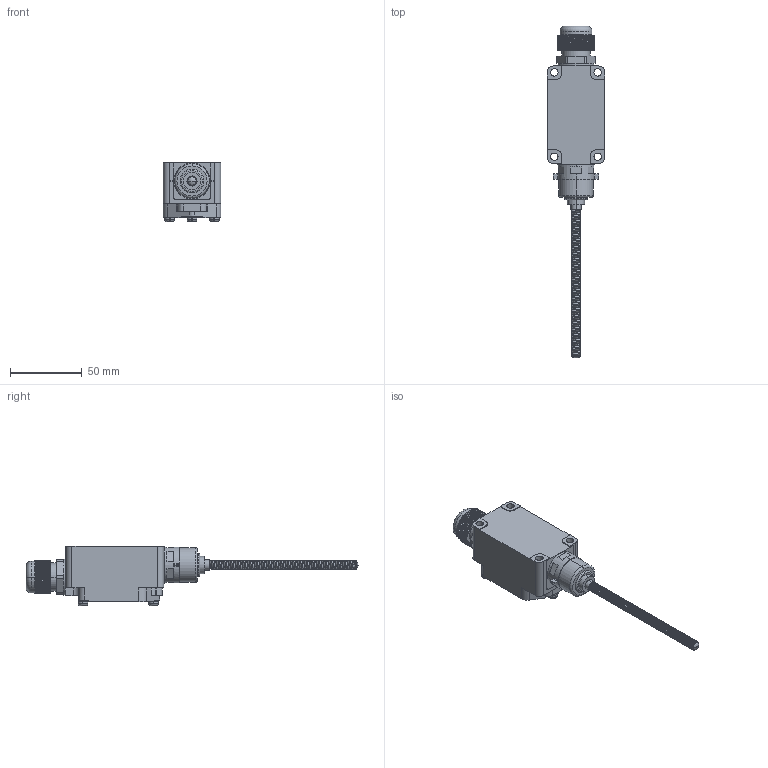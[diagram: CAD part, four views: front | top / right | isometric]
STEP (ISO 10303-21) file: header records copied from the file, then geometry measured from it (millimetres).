
FILE_DESCRIPTION((''),'2;1');
FILE_NAME('ASM0001_ASM','2024-11-22T',('Administrator'),('zyb.com'),'PRO/ENGINEER BY PARAMETRIC TECHNOLOGY CORPORATION, 2010280','PRO/ENGINEER BY PARAMETRIC TECHNOLOGY CORPORATION, 2010280','');
FILE_SCHEMA(('CONFIG_CONTROL_DESIGN'));
Length unit declared in the file: millimetre
Products named in the file (3): Y20241122001; LA167-Z5-106; ASM0001_ASM
Assembly tree (2 placements, depth 2):
  ASM0001_ASM
    Y20241122001
    LA167-Z5-106
Bounding box: 40 x 231 x 41.5 mm (x, y, z)
Volume: 112248.2 mm3; surface area: 29146.3 mm2
Topology: 4 solids, 4 shells, 631 faces, 1728 edges, 1125 vertices
Faces by surface type: plane 373, cylinder 186, bspline 42, torus 24, cone 4, sphere 2
Entity records: 35605 total; most frequent: CARTESIAN_POINT 20066, ORIENTED_EDGE 3452, DIRECTION 2918, EDGE_CURVE 1726, VERTEX_POINT 1125, AXIS2_PLACEMENT_3D 998, VECTOR 922, LINE 922
